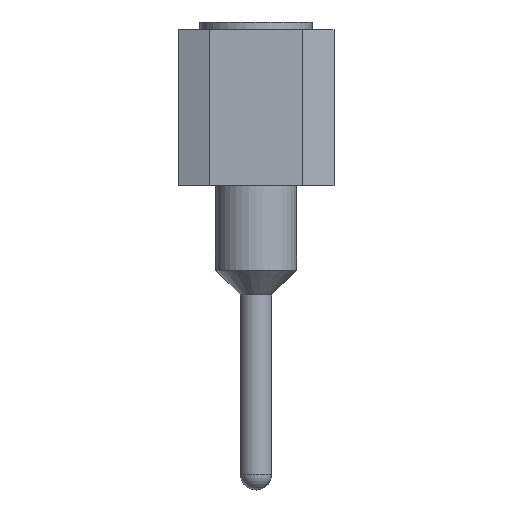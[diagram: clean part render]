
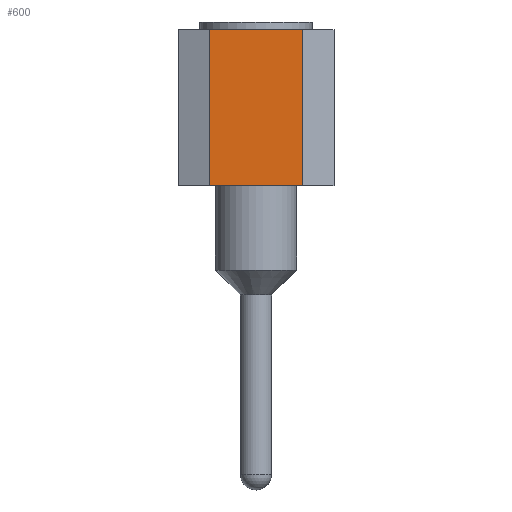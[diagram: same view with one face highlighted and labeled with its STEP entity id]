
A CAD part, front view. The second image highlights one B-rep face of the part: STEP entity #600.
In plain terms, the highlighted planar face has unit normal (0, -1, 0).
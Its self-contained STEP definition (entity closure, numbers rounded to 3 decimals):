
#232 = VERTEX_POINT('',#233);
#233 = CARTESIAN_POINT('',(-0.762,-5.08,3.683));
#239 = EDGE_CURVE('',#232,#240,#242,.T.);
#240 = VERTEX_POINT('',#241);
#241 = CARTESIAN_POINT('',(0.762,-5.08,3.683));
#242 = LINE('',#243,#244);
#243 = CARTESIAN_POINT('',(-1.27,-5.08,3.683));
#244 = VECTOR('',#245,1.);
#245 = DIRECTION('',(1.,0.,0.));
#557 = VERTEX_POINT('',#558);
#558 = CARTESIAN_POINT('',(-0.762,-5.08,1.143));
#564 = EDGE_CURVE('',#232,#557,#565,.T.);
#565 = LINE('',#566,#567);
#566 = CARTESIAN_POINT('',(-0.762,-5.08,3.683));
#567 = VECTOR('',#568,1.);
#568 = DIRECTION('',(0.,0.,-1.));
#600 = ADVANCED_FACE('',(#601),#619,.F.);
#601 = FACE_BOUND('',#602,.T.);
#602 = EDGE_LOOP('',(#603,#604,#612,#618));
#603 = ORIENTED_EDGE('',*,*,#564,.T.);
#604 = ORIENTED_EDGE('',*,*,#605,.T.);
#605 = EDGE_CURVE('',#557,#606,#608,.T.);
#606 = VERTEX_POINT('',#607);
#607 = CARTESIAN_POINT('',(0.762,-5.08,1.143));
#608 = LINE('',#609,#610);
#609 = CARTESIAN_POINT('',(-1.27,-5.08,1.143));
#610 = VECTOR('',#611,1.);
#611 = DIRECTION('',(1.,0.,0.));
#612 = ORIENTED_EDGE('',*,*,#613,.F.);
#613 = EDGE_CURVE('',#240,#606,#614,.T.);
#614 = LINE('',#615,#616);
#615 = CARTESIAN_POINT('',(0.762,-5.08,3.683));
#616 = VECTOR('',#617,1.);
#617 = DIRECTION('',(0.,0.,-1.));
#618 = ORIENTED_EDGE('',*,*,#239,.F.);
#619 = PLANE('',#620);
#620 = AXIS2_PLACEMENT_3D('',#621,#622,#623);
#621 = CARTESIAN_POINT('',(-1.27,-5.08,2.921));
#622 = DIRECTION('',(0.,1.,0.));
#623 = DIRECTION('',(-1.,0.,0.));
